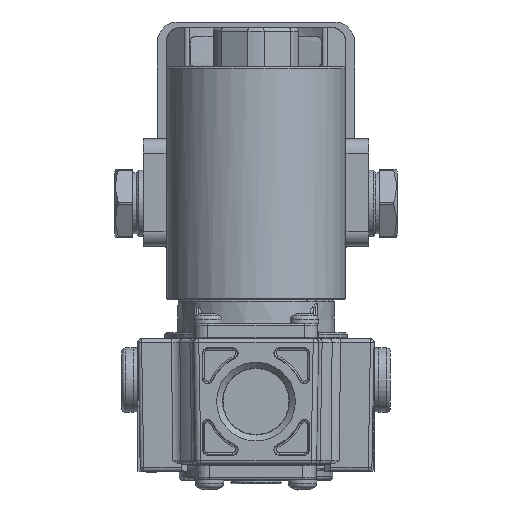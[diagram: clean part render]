
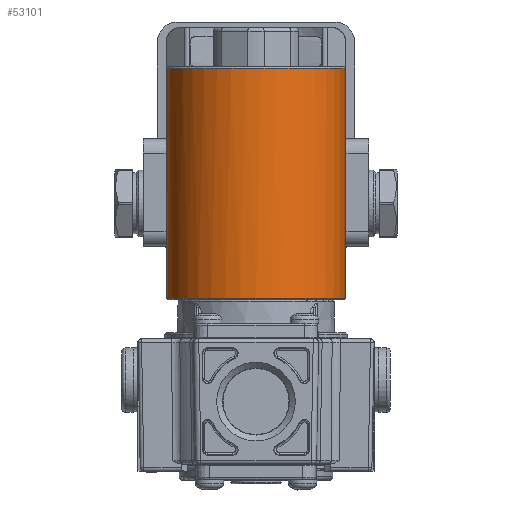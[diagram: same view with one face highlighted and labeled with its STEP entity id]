
A CAD part, left-side view. The second image highlights one B-rep face of the part: STEP entity #53101.
In plain terms, the highlighted cylindrical face has radius 25 mm (diameter 50 mm), a full revolution.
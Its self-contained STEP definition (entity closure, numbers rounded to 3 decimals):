
#1089=FACE_BOUND('',#8062,.T.);
#4411=FACE_OUTER_BOUND('',#8061,.T.);
#8061=EDGE_LOOP('',(#39508));
#8062=EDGE_LOOP('',(#39509,#39510,#39511,#39512));
#11993=LINE('',#90913,#14676);
#11994=LINE('',#90915,#14677);
#14676=VECTOR('',#64239,49.7);
#14677=VECTOR('',#64242,49.7);
#16787=CIRCLE('',#56777,25.);
#16788=CIRCLE('',#56778,25.);
#16789=CIRCLE('',#56779,25.);
#23219=VERTEX_POINT('',#90899);
#23220=VERTEX_POINT('',#90900);
#23223=VERTEX_POINT('',#90908);
#23224=VERTEX_POINT('',#90910);
#23225=VERTEX_POINT('',#90911);
#29037=EDGE_CURVE('',#23223,#23223,#16787,.T.);
#29038=EDGE_CURVE('',#23224,#23225,#16788,.T.);
#29039=EDGE_CURVE('',#23224,#23219,#11993,.T.);
#29040=EDGE_CURVE('',#23220,#23219,#16789,.T.);
#29041=EDGE_CURVE('',#23220,#23225,#11994,.T.);
#39508=ORIENTED_EDGE('',*,*,#29037,.F.);
#39509=ORIENTED_EDGE('',*,*,#29038,.F.);
#39510=ORIENTED_EDGE('',*,*,#29039,.T.);
#39511=ORIENTED_EDGE('',*,*,#29040,.F.);
#39512=ORIENTED_EDGE('',*,*,#29041,.T.);
#51671=CYLINDRICAL_SURFACE('',#56776,25.);
#53101=ADVANCED_FACE('',(#4411,#1089),#51671,.T.);
#56776=AXIS2_PLACEMENT_3D('',#90907,#64233,#64234);
#56777=AXIS2_PLACEMENT_3D('',#90909,#64235,#64236);
#56778=AXIS2_PLACEMENT_3D('',#90912,#64237,#64238);
#56779=AXIS2_PLACEMENT_3D('',#90914,#64240,#64241);
#64233=DIRECTION('center_axis',(0.,0.,
-1.));
#64234=DIRECTION('ref_axis',(0.,-1.,0.));
#64235=DIRECTION('center_axis',(0.,0.,
-1.));
#64236=DIRECTION('ref_axis',(0.,1.,0.));
#64237=DIRECTION('center_axis',(0.,0.,
1.));
#64238=DIRECTION('ref_axis',(0.,-1.,0.));
#64239=DIRECTION('',(0.,0.,1.));
#64240=DIRECTION('center_axis',(0.,0.,
1.));
#64241=DIRECTION('ref_axis',(0.,1.,0.));
#64242=DIRECTION('',(0.,0.,-1.));
#90899=CARTESIAN_POINT('',(16.807,-18.507,93.2));
#90900=CARTESIAN_POINT('',(16.807,18.507,93.2));
#90907=CARTESIAN_POINT('Origin',(0.,0.,
104.5));
#90908=CARTESIAN_POINT('',(0.,-25.,28.8));
#90909=CARTESIAN_POINT('Origin',(0.,0.,
28.8));
#90910=CARTESIAN_POINT('',(16.807,-18.507,43.5));
#90911=CARTESIAN_POINT('',(16.807,18.507,43.5));
#90912=CARTESIAN_POINT('Origin',(0.,0.,
43.5));
#90913=CARTESIAN_POINT('',(16.807,-18.507,68.5));
#90914=CARTESIAN_POINT('Origin',(0.,0.,
93.2));
#90915=CARTESIAN_POINT('',(16.807,18.507,68.5));
